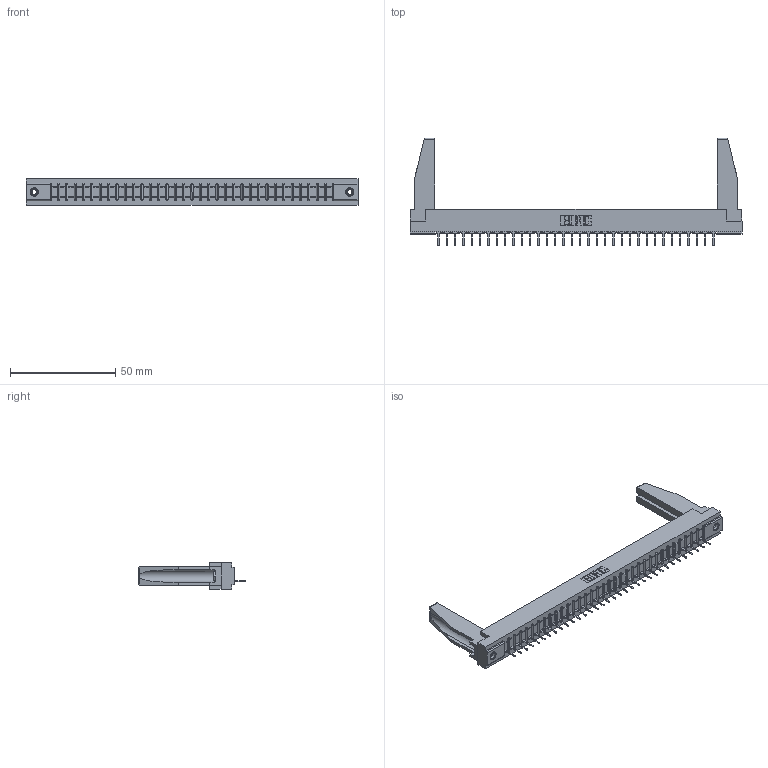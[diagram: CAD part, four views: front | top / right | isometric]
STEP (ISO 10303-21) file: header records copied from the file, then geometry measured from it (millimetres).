
FILE_DESCRIPTION (( 'STEP AP203' ), '1' );
FILE_NAME ('357-034-431-178.STEP', '2020-10-02T09:33:08', ( '' ), ( '' ), 'SwSTEP 2.0', 'SolidWorks 2020', '' );
FILE_SCHEMA (( 'CONFIG_CONTROL_DESIGN' ));
Length unit declared in the file: inch
Products named in the file (5): 307 Part_.156 Dia Mounting Holes; 307-290-001_531; 357-034-431-178; 307-220-078; 345-250-001_345-250-001-102
Assembly tree (39 placements, depth 2):
  357-034-431-178
    307 Part_.156 Dia Mounting Holes
    307-290-001_531  x34
    307-220-078  x2
    345-250-001_345-250-001-102  x2
Bounding box: 157.73 x 51.13 x 12.7 mm (x, y, z)
Volume: 20260.1 mm3; surface area: 20572.5 mm2
Topology: 39 solids, 39 shells, 2187 faces, 6161 edges, 3958 vertices
Faces by surface type: plane 1412, cylinder 689, sphere 70, cone 12, torus 4
Entity records: 32541 total; most frequent: CARTESIAN_POINT 5478, ORIENTED_EDGE 5420, DIRECTION 5288, EDGE_CURVE 2710, LINE 2080, VECTOR 2080, VERTEX_POINT 1752, AXIS2_PLACEMENT_3D 1604
